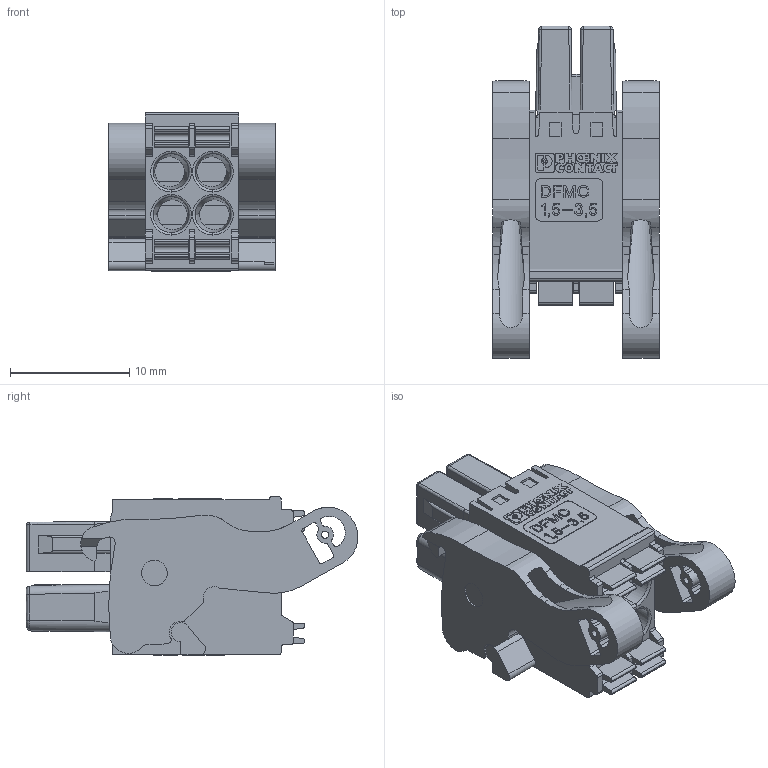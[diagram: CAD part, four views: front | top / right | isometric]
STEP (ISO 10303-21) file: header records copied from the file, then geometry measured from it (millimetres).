
FILE_DESCRIPTION(('Creo Elements/Direct Modeling STEP Export'),'2;1');
FILE_NAME('model.stp','2020-04-15T 0:25:00',(''),(''),'Creo Elements/Direct Modeling STEP processor for AP214 (Solid Model)','Creo Elements/Direct Modeling 20.1A 29-Sep-2018 (C) Parametric Technology GmbH','');
FILE_SCHEMA(('AUTOMOTIVE_DESIGN { 1 0 10303 214 1 1 1 1 }'));
Products named in the file (2): DFMC_1.5-2-ST-3.5-LR
Assembly tree (1 placements, depth 2):
  DFMC_1.5-2-ST-3.5-LR
    DFMC_1.5-2-ST-3.5-LR
Bounding box: 13.9 x 27.79 x 13.3 mm (x, y, z)
Volume: 2367.7 mm3; surface area: 2986.5 mm2
Topology: 1 solids, 1 shells, 1489 faces, 4162 edges, 2739 vertices
Faces by surface type: plane 1161, cylinder 221, extrusion 43, bspline 28, cone 24, torus 12
Entity records: 63768 total; most frequent: CARTESIAN_POINT 13990, ORIENTED_EDGE 8308, DIRECTION 7152, EDGE_CURVE 4154, VECTOR 3484, LINE 3441, VERTEX_POINT 2739, AXIS2_PLACEMENT_3D 1834
